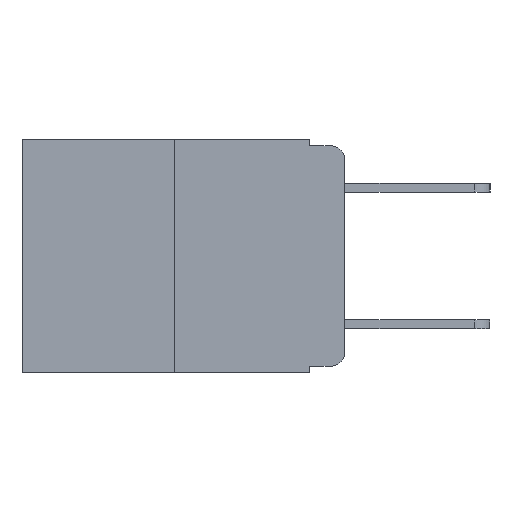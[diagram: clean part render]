
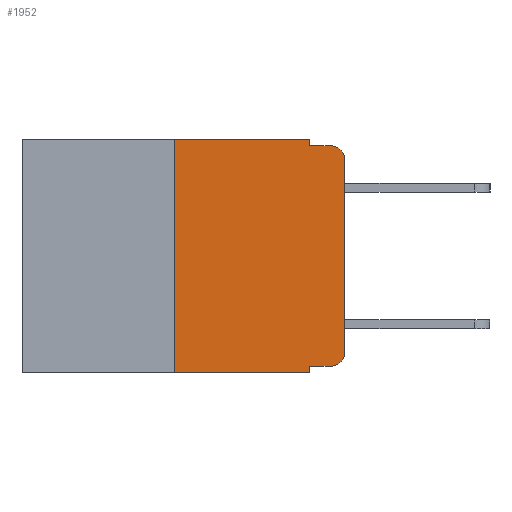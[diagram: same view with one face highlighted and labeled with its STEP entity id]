
A CAD part, left-side view. The second image highlights one B-rep face of the part: STEP entity #1952.
In plain terms, the highlighted planar face has unit normal (-1, 0, 0).
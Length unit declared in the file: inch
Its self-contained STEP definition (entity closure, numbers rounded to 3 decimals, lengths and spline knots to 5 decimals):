
#7 = AXIS2_PLACEMENT_3D ( 'NONE', #6468, #13580, #7581 ) ;
#20 = ORIENTED_EDGE ( 'NONE', *, *, #11502, .F. ) ;
#180 = EDGE_CURVE ( 'NONE', #498, #2937, #11156, .T. ) ;
#423 = EDGE_CURVE ( 'NONE', #3539, #498, #7210, .T. ) ;
#498 = VERTEX_POINT ( 'NONE', #10755 ) ;
#899 = DIRECTION ( 'NONE',  ( 0., 0., -1. ) ) ;
#1064 = ORIENTED_EDGE ( 'NONE', *, *, #9763, .T. ) ;
#1099 = VECTOR ( 'NONE', #5784, 39.37008 ) ;
#1128 = VERTEX_POINT ( 'NONE', #3495 ) ;
#1721 = DIRECTION ( 'NONE',  ( -1., 0., 0. ) ) ;
#1831 = VECTOR ( 'NONE', #12060, 39.37008 ) ;
#1896 = ORIENTED_EDGE ( 'NONE', *, *, #2837, .T. ) ;
#1952 = ADVANCED_FACE ( 'NONE', ( #8353 ), #11308, .F. ) ;
#2272 = LINE ( 'NONE', #4530, #1831 ) ;
#2640 = EDGE_CURVE ( 'NONE', #11275, #9378, #4098, .T. ) ;
#2808 = ORIENTED_EDGE ( 'NONE', *, *, #13018, .T. ) ;
#2823 = DIRECTION ( 'NONE',  ( 0., -1., 0. ) ) ;
#2837 = EDGE_CURVE ( 'NONE', #5225, #4811, #4638, .T. ) ;
#2937 = VERTEX_POINT ( 'NONE', #2944 ) ;
#2944 = CARTESIAN_POINT ( 'NONE',  ( 0., 0.051, 0. ) ) ;
#3217 = ORIENTED_EDGE ( 'NONE', *, *, #7329, .F. ) ;
#3495 = CARTESIAN_POINT ( 'NONE',  ( 0., 0.02, -0.333 ) ) ;
#3539 = VERTEX_POINT ( 'NONE', #11414 ) ;
#3711 = VECTOR ( 'NONE', #4921, 39.37008 ) ;
#3857 = DIRECTION ( 'NONE',  ( 1., 0., 0. ) ) ;
#3914 = CARTESIAN_POINT ( 'NONE',  ( 0., 0.473, 0. ) ) ;
#3941 = ORIENTED_EDGE ( 'NONE', *, *, #4195, .T. ) ;
#3985 = CARTESIAN_POINT ( 'NONE',  ( 0., 0., 0. ) ) ;
#4098 = LINE ( 'NONE', #9394, #3711 ) ;
#4145 = ORIENTED_EDGE ( 'NONE', *, *, #2640, .F. ) ;
#4195 = EDGE_CURVE ( 'NONE', #4811, #9378, #13184, .T. ) ;
#4530 = CARTESIAN_POINT ( 'NONE',  ( 0., 0.051, 0. ) ) ;
#4638 = LINE ( 'NONE', #3985, #13379 ) ;
#4645 = CARTESIAN_POINT ( 'NONE',  ( 0., 0.051, -0.333 ) ) ;
#4795 = LINE ( 'NONE', #6873, #1099 ) ;
#4811 = VERTEX_POINT ( 'NONE', #8681 ) ;
#4860 = LINE ( 'NONE', #4645, #9436 ) ;
#4921 = DIRECTION ( 'NONE',  ( 0., -1., 0. ) ) ;
#5192 = DIRECTION ( 'NONE',  ( 0., 0., 1. ) ) ;
#5225 = VERTEX_POINT ( 'NONE', #6530 ) ;
#5447 = VECTOR ( 'NONE', #14127, 39.37008 ) ;
#5516 = CARTESIAN_POINT ( 'NONE',  ( 0., 0.051, -0.343 ) ) ;
#5616 = ORIENTED_EDGE ( 'NONE', *, *, #423, .F. ) ;
#5784 = DIRECTION ( 'NONE',  ( 0., 0., -1. ) ) ;
#5863 = CIRCLE ( 'NONE', #9444, 0.02 ) ;
#6354 = CARTESIAN_POINT ( 'NONE',  ( 0., 0.473, -0.343 ) ) ;
#6455 = VERTEX_POINT ( 'NONE', #9747 ) ;
#6468 = CARTESIAN_POINT ( 'NONE',  ( 0., 0.02, -0.03 ) ) ;
#6509 = ORIENTED_EDGE ( 'NONE', *, *, #10790, .T. ) ;
#6530 = CARTESIAN_POINT ( 'NONE',  ( 0., 0., -0.313 ) ) ;
#6564 = VERTEX_POINT ( 'NONE', #5516 ) ;
#6873 = CARTESIAN_POINT ( 'NONE',  ( 0., 0.051, 0. ) ) ;
#7181 = AXIS2_PLACEMENT_3D ( 'NONE', #3914, #3857, #899 ) ;
#7210 = LINE ( 'NONE', #12252, #12353 ) ;
#7329 = EDGE_CURVE ( 'NONE', #2937, #11275, #2272, .T. ) ;
#7581 = DIRECTION ( 'NONE',  ( 0., 0., -1. ) ) ;
#7767 = CARTESIAN_POINT ( 'NONE',  ( 0., 0.02, -0.01 ) ) ;
#8353 = FACE_OUTER_BOUND ( 'NONE', #11253, .T. ) ;
#8681 = CARTESIAN_POINT ( 'NONE',  ( 0., 0., -0.03 ) ) ;
#8748 = CARTESIAN_POINT ( 'NONE',  ( 0., 0.02, -0.313 ) ) ;
#9113 = ORIENTED_EDGE ( 'NONE', *, *, #180, .F. ) ;
#9378 = VERTEX_POINT ( 'NONE', #7767 ) ;
#9394 = CARTESIAN_POINT ( 'NONE',  ( 0., 0.051, -0.01 ) ) ;
#9436 = VECTOR ( 'NONE', #12146, 39.37008 ) ;
#9444 = AXIS2_PLACEMENT_3D ( 'NONE', #8748, #1721, #9785 ) ;
#9747 = CARTESIAN_POINT ( 'NONE',  ( 0., 0.051, -0.333 ) ) ;
#9763 = EDGE_CURVE ( 'NONE', #6455, #1128, #4860, .T. ) ;
#9785 = DIRECTION ( 'NONE',  ( 0., 0., -1. ) ) ;
#10201 = VECTOR ( 'NONE', #2823, 39.37008 ) ;
#10755 = CARTESIAN_POINT ( 'NONE',  ( 0., 0.25, 0. ) ) ;
#10790 = EDGE_CURVE ( 'NONE', #3539, #6564, #12770, .T. ) ;
#11156 = LINE ( 'NONE', #14192, #5447 ) ;
#11253 = EDGE_LOOP ( 'NONE', ( #1896, #3941, #4145, #3217, #9113, #5616, #6509, #20, #1064, #2808 ) ) ;
#11275 = VERTEX_POINT ( 'NONE', #12747 ) ;
#11308 = PLANE ( 'NONE',  #7181 ) ;
#11414 = CARTESIAN_POINT ( 'NONE',  ( 0., 0.25, -0.343 ) ) ;
#11502 = EDGE_CURVE ( 'NONE', #6455, #6564, #4795, .T. ) ;
#12060 = DIRECTION ( 'NONE',  ( 0., 0., -1. ) ) ;
#12146 = DIRECTION ( 'NONE',  ( 0., -1., 0. ) ) ;
#12252 = CARTESIAN_POINT ( 'NONE',  ( 0., 0.25, 0. ) ) ;
#12353 = VECTOR ( 'NONE', #13999, 39.37008 ) ;
#12747 = CARTESIAN_POINT ( 'NONE',  ( 0., 0.051, -0.01 ) ) ;
#12770 = LINE ( 'NONE', #6354, #10201 ) ;
#13018 = EDGE_CURVE ( 'NONE', #1128, #5225, #5863, .T. ) ;
#13184 = CIRCLE ( 'NONE', #7, 0.02 ) ;
#13379 = VECTOR ( 'NONE', #5192, 39.37008 ) ;
#13580 = DIRECTION ( 'NONE',  ( -1., 0., 0. ) ) ;
#13999 = DIRECTION ( 'NONE',  ( 0., 0., 1. ) ) ;
#14127 = DIRECTION ( 'NONE',  ( 0., -1., 0. ) ) ;
#14192 = CARTESIAN_POINT ( 'NONE',  ( 0., 0.473, 0. ) ) ;
